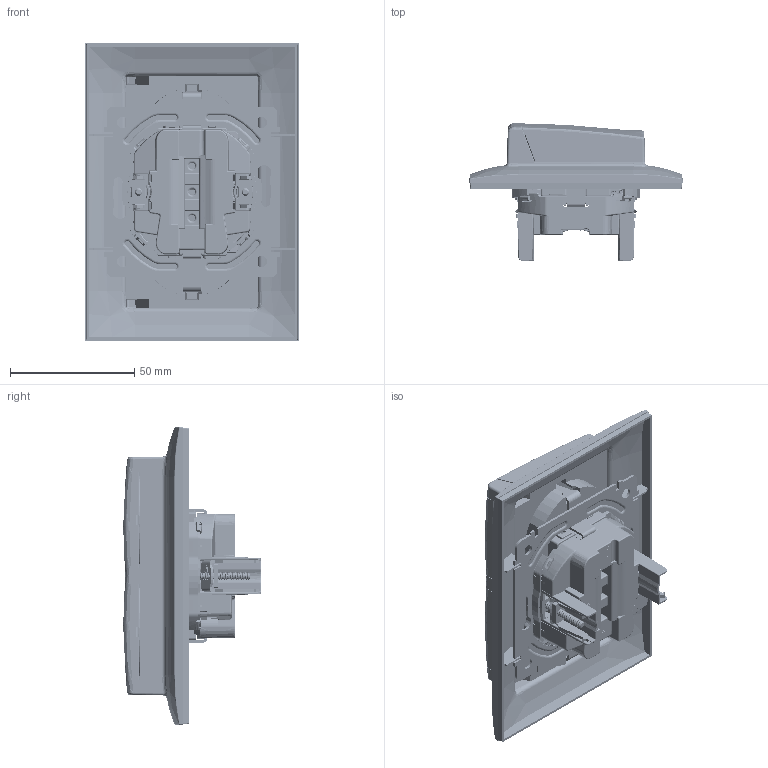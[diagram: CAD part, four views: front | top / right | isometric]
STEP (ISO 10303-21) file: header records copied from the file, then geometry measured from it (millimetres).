
FILE_DESCRIPTION (( 'STEP AP203' ), '1' );
FILE_NAME ('SK-R26-16-44-F SKANDY Ðîç. 2-ÿ ñ êð. 16À â ñá IP44 SK-R12 IEK.STEP', '2024-06-13T09:46:18', ( '' ), ( '' ), 'SwSTEP 2.0', 'SolidWorks 2022', '' );
FILE_SCHEMA (( 'CONFIG_CONTROL_DESIGN' ));
Length unit declared in the file: millimetre
Products named in the file (20): T1-LPJX-2WCZ-CHBHM-ZP_ASM.stp; T1-LPJX-2WCZ-DBHM-ZJ.stp; T1-LPJX-2WCZ-HZ.stp; G2-IP44-2WDSCZ-FSG-A.stp; T1-LPJX-2WCZ-CHBHM-XZJ.stp; MANIFOLD_SOLID_BREP_1063.stp; T1-OB-IP55-M3X5-LSDP.stp; T1-OB-KSJX-DSCZ-BHM.stp; G3_1_.stp; T1-LPJX-2WDSCZ-E-TJ.stp; MANIFOLD_SOLID_BREP_256.stp; T1-OB-2WDSCZ-TB-GNJ_ASM.stp; G2-IP44-2WDSCZ-FSG-B.stp; _X2_5FB75F0F53617EBF_X0_-_-3161.stp; T1-OB-M3XL7-LSDP.stp; T1-IP44-2WDSCZ-SJ-WK.stp; T1-2WDSCZ-TZB.stp; _X2_5FB75F0F53617EBF_X0_-_-3163.stp; MANIFOLD_SOLID_BREP_1070.stp; SK-R26-16-44-F SKANDY Роз. 2-я с кр. 16А в сб IP44 SK-R12 IEK
Assembly tree (29 placements, depth 3):
  SK-R26-16-44-F SKANDY Роз. 2-я с кр. 16А в сб IP44 SK-R12 IEK
    T1-OB-2WDSCZ-TB-GNJ_ASM.stp
      T1-LPJX-2WCZ-HZ.stp
      T1-LPJX-2WCZ-DBHM-ZJ.stp
      T1-2WDSCZ-TZB.stp
      MANIFOLD_SOLID_BREP_256.stp
      MANIFOLD_SOLID_BREP_1063.stp  x3
      MANIFOLD_SOLID_BREP_1070.stp  x3
      T1-LPJX-2WDSCZ-E-TJ.stp
      T1-OB-M3XL7-LSDP.stp  x2
      T1-OB-IP55-M3X5-LSDP.stp
      _X2_5FB75F0F53617EBF_X0_-_-3163.stp  x2
      G3_1_.stp  x2
      _X2_5FB75F0F53617EBF_X0_-_-3161.stp  x2
    T1-LPJX-2WCZ-CHBHM-ZP_ASM.stp  x2
      T1-LPJX-2WCZ-CHBHM-XZJ.stp
      T1-OB-KSJX-DSCZ-BHM.stp
    T1-IP44-2WDSCZ-SJ-WK.stp
    G2-IP44-2WDSCZ-FSG-A.stp
    G2-IP44-2WDSCZ-FSG-B.stp
Bounding box: 86 x 55.44 x 120 mm (x, y, z)
Volume: 63143.3 mm3; surface area: 103108 mm2
Topology: 30 solids, 30 shells, 6212 faces, 16548 edges, 10455 vertices
Faces by surface type: plane 2748, cylinder 1834, bspline 968, cone 333, torus 295, sphere 34
Entity records: 215027 total; most frequent: CARTESIAN_POINT 92991, ORIENTED_EDGE 27366, DIRECTION 21714, EDGE_CURVE 13683, VERTEX_POINT 8652, AXIS2_PLACEMENT_3D 7241, LINE 7232, VECTOR 7232
